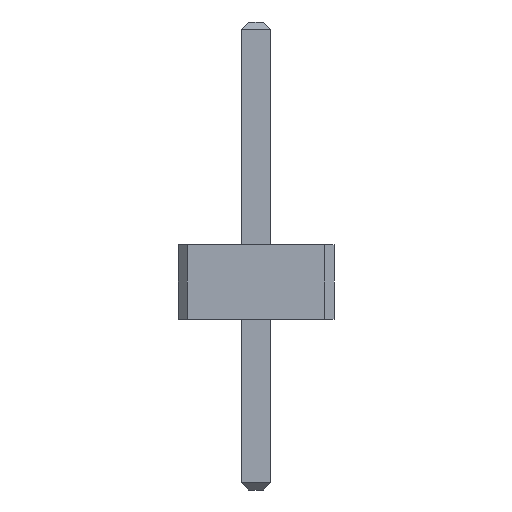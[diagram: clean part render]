
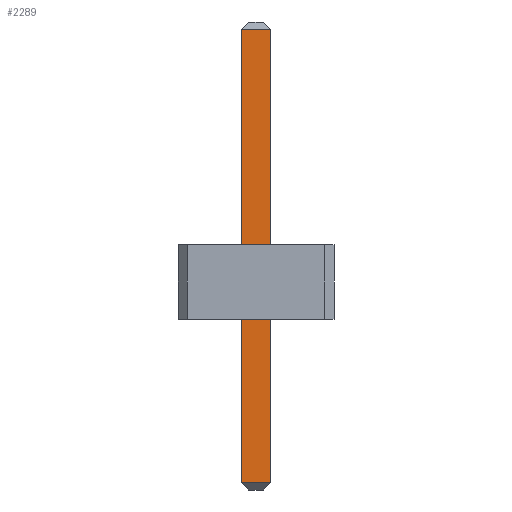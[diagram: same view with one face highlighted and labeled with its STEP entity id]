
A CAD part, front view. The second image highlights one B-rep face of the part: STEP entity #2289.
In plain terms, the highlighted planar face has unit normal (0, -1, 0).
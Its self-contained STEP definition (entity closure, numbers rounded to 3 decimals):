
#13=DIRECTION('',(0.,0.,1.));
#27=VECTOR('',#13,1.);
#67=DIRECTION('',(1.,0.,0.));
#1067=VECTOR('',#67,1.);
#1078=DIRECTION('',(0.,1.,0.));
#2266=EDGE_CURVE('',#2267,#2269,#2271,.T.);
#2267=VERTEX_POINT('',#2268);
#2268=CARTESIAN_POINT('',(-0.2,-21.79,-2.2));
#2269=VERTEX_POINT('',#2270);
#2270=CARTESIAN_POINT('',(-0.2,-21.79,3.9));
#2271=LINE('',#2272,#27);
#2272=CARTESIAN_POINT('',(-0.2,-21.79,-2.3));
#2289=ADVANCED_FACE('',(#2290),#2307,.F.);
#2290=FACE_BOUND('',#2291,.F.);
#2291=EDGE_LOOP('',(#2292,#2300,#2303,#2304));
#2292=ORIENTED_EDGE('',*,*,#2293,.F.);
#2293=EDGE_CURVE('',#2294,#2296,#2298,.T.);
#2294=VERTEX_POINT('',#2295);
#2295=CARTESIAN_POINT('',(0.2,-21.79,-2.2));
#2296=VERTEX_POINT('',#2297);
#2297=CARTESIAN_POINT('',(0.2,-21.79,3.9));
#2298=LINE('',#2299,#27);
#2299=CARTESIAN_POINT('',(0.2,-21.79,-2.3));
#2300=ORIENTED_EDGE('',*,*,#2301,.F.);
#2301=EDGE_CURVE('',#2267,#2294,#2302,.T.);
#2302=LINE('',#2268,#1067);
#2303=ORIENTED_EDGE('',*,*,#2266,.T.);
#2304=ORIENTED_EDGE('',*,*,#2305,.T.);
#2305=EDGE_CURVE('',#2269,#2296,#2306,.T.);
#2306=LINE('',#2270,#1067);
#2307=PLANE('',#2308);
#2308=AXIS2_PLACEMENT_3D('',#2272,#1078,#13);
